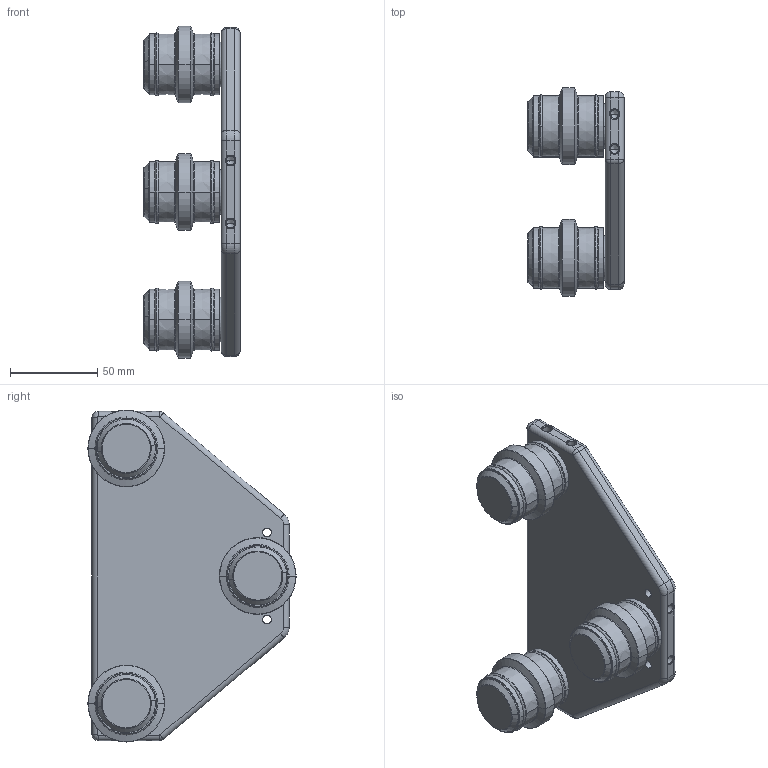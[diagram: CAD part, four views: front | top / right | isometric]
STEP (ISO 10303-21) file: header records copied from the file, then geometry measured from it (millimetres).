
FILE_DESCRIPTION (( 'STEP AP203' ), '1' );
FILE_NAME ('40X40 SD Roller Carriage Kit, Outside Mount(40MLM-0411-001-01).STEP', '2023-09-05T16:26:44', ( '' ), ( '' ), 'SwSTEP 2.0', 'SolidWorks 2020', '' );
FILE_SCHEMA (( 'CONFIG_CONTROL_DESIGN' ));
Length unit declared in the file: millimetre
Products named in the file (1): 40X40 SD Roller Carriage Kit, Outside Mount(40MLM-0411-001-01)
Bounding box: 55.05 x 119.36 x 190.25 mm (x, y, z)
Volume: 279542.7 mm3; surface area: 111654.6 mm2
Topology: 37 solids, 37 shells, 1324 faces, 2978 edges, 1799 vertices
Faces by surface type: plane 441, cylinder 337, cone 268, torus 161, bspline 117
Entity records: 41817 total; most frequent: CARTESIAN_POINT 12255, DIRECTION 6324, ORIENTED_EDGE 5884, EDGE_CURVE 2942, AXIS2_PLACEMENT_3D 2432, VERTEX_POINT 1799, EDGE_LOOP 1489, LINE 1460
